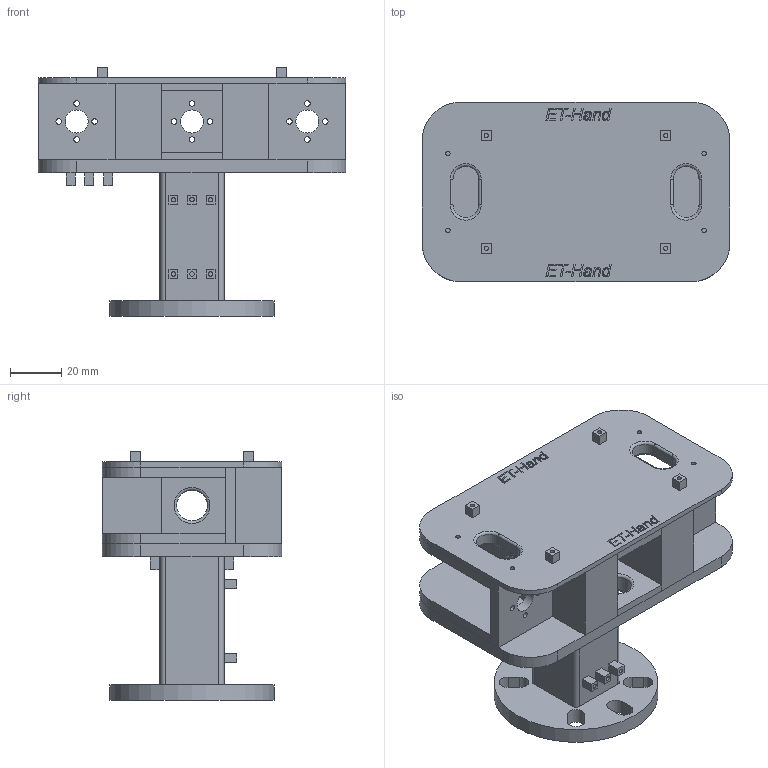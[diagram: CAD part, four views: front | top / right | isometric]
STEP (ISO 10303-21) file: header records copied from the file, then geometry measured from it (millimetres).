
FILE_DESCRIPTION(('FreeCAD Model'),'2;1');
FILE_NAME('Open CASCADE Shape Model','2024-11-13T16:38:45',(''),(''), 'Open CASCADE STEP processor 7.6','FreeCAD','Unknown');
FILE_SCHEMA(('AP242_MANAGED_MODEL_BASED_3D_ENGINEERING_MIM_LF. {1 0 10303 442 1 1 4 }'));
Length unit declared in the file: millimetre
Products named in the file (1): base_V3
Bounding box: 120 x 70 x 97 mm (x, y, z)
Volume: 205737 mm3; surface area: 61802.4 mm2
Topology: 1 solids, 2 shells, 517 faces, 1323 edges, 864 vertices
Faces by surface type: plane 304, extrusion 120, cylinder 79, torus 14
Full cylindrical faces by diameter (mm): 1.7 x16, 1.8 x4, 2.2 x12, 9 x3, 12 x3, 64 x1
Entity records: 15793 total; most frequent: CARTESIAN_POINT 3425, ORIENTED_EDGE 2646, DIRECTION 2173, EDGE_CURVE 1323, VECTOR 1029, LINE 909, VERTEX_POINT 864, FACE_BOUND 627
